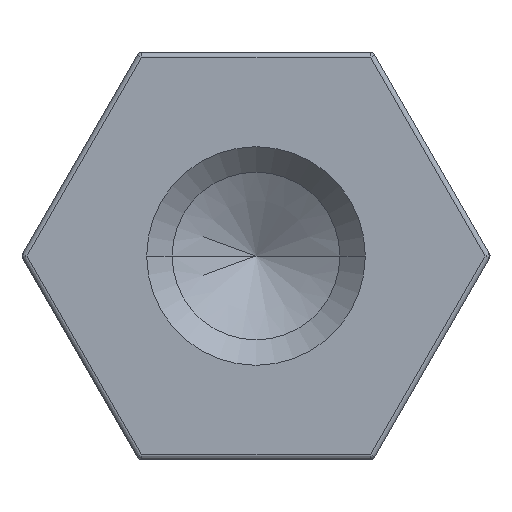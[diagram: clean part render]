
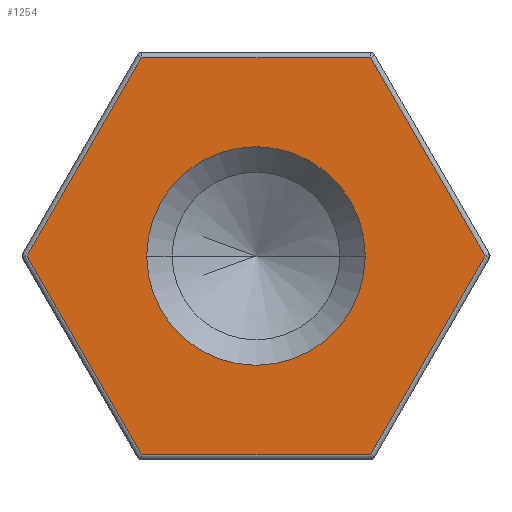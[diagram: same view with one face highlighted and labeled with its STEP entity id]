
A CAD part, left-side view. The second image highlights one B-rep face of the part: STEP entity #1254.
In plain terms, the highlighted planar face has unit normal (-1, 0, 0).
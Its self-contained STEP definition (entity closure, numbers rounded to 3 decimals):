
#54 = VERTEX_POINT ( 'NONE', #725 ) ;
#58 = AXIS2_PLACEMENT_3D ( 'NONE', #1043, #1042, #1041 ) ;
#63 = VERTEX_POINT ( 'NONE', #273 ) ;
#71 = CIRCLE ( 'NONE', #708, 2.15 ) ;
#80 = VERTEX_POINT ( 'NONE', #645 ) ;
#138 = VECTOR ( 'NONE', #727, 1000. ) ;
#148 = VERTEX_POINT ( 'NONE', #1434 ) ;
#199 = DIRECTION ( 'NONE',  ( 1., 0., 0. ) ) ;
#201 = LINE ( 'NONE', #760, #921 ) ;
#273 = CARTESIAN_POINT ( 'NONE',  ( 0., 4.503, 0. ) ) ;
#299 = EDGE_LOOP ( 'NONE', ( #453, #513 ) ) ;
#313 = ORIENTED_EDGE ( 'NONE', *, *, #360, .T. ) ;
#319 = ORIENTED_EDGE ( 'NONE', *, *, #375, .T. ) ;
#340 = VERTEX_POINT ( 'NONE', #1103 ) ;
#343 = LINE ( 'NONE', #1048, #1186 ) ;
#360 = EDGE_CURVE ( 'NONE', #54, #148, #524, .T. ) ;
#361 = ORIENTED_EDGE ( 'NONE', *, *, #585, .T. ) ;
#370 = EDGE_CURVE ( 'NONE', #80, #618, #1205, .T. ) ;
#375 = EDGE_CURVE ( 'NONE', #148, #340, #343, .T. ) ;
#396 = ORIENTED_EDGE ( 'NONE', *, *, #596, .T. ) ;
#402 = ORIENTED_EDGE ( 'NONE', *, *, #580, .T. ) ;
#404 = ORIENTED_EDGE ( 'NONE', *, *, #583, .T. ) ;
#453 = ORIENTED_EDGE ( 'NONE', *, *, #370, .T. ) ;
#513 = ORIENTED_EDGE ( 'NONE', *, *, #603, .T. ) ;
#524 = LINE ( 'NONE', #1054, #796 ) ;
#556 = VERTEX_POINT ( 'NONE', #814 ) ;
#575 = VECTOR ( 'NONE', #712, 1000. ) ;
#580 = EDGE_CURVE ( 'NONE', #1284, #556, #201, .T. ) ;
#583 = EDGE_CURVE ( 'NONE', #556, #54, #654, .T. ) ;
#585 = EDGE_CURVE ( 'NONE', #340, #63, #614, .T. ) ;
#596 = EDGE_CURVE ( 'NONE', #63, #1284, #1292, .T. ) ;
#603 = EDGE_CURVE ( 'NONE', #618, #80, #71, .T. ) ;
#614 = LINE ( 'NONE', #723, #1125 ) ;
#618 = VERTEX_POINT ( 'NONE', #653 ) ;
#645 = CARTESIAN_POINT ( 'NONE',  ( 0., 2.15, 0. ) ) ;
#653 = CARTESIAN_POINT ( 'NONE',  ( 0., -2.15, 0. ) ) ;
#654 = LINE ( 'NONE', #750, #138 ) ;
#662 = DIRECTION ( 'NONE',  ( 0., 1., 0. ) ) ;
#664 = DIRECTION ( 'NONE',  ( 1., 0., 0. ) ) ;
#669 = CARTESIAN_POINT ( 'NONE',  ( 0., 0., 0. ) ) ;
#708 = AXIS2_PLACEMENT_3D ( 'NONE', #669, #664, #662 ) ;
#712 = DIRECTION ( 'NONE',  ( 0., -0.5, -0.866 ) ) ;
#718 = EDGE_LOOP ( 'NONE', ( #313, #319, #361, #396, #402, #404 ) ) ;
#719 = CARTESIAN_POINT ( 'NONE',  ( 0., 3.377, -1.95 ) ) ;
#721 = DIRECTION ( 'NONE',  ( 0., 0.5, -0.866 ) ) ;
#723 = CARTESIAN_POINT ( 'NONE',  ( 0., 3.377, 1.95 ) ) ;
#725 = CARTESIAN_POINT ( 'NONE',  ( 0., -4.503, 0. ) ) ;
#727 = DIRECTION ( 'NONE',  ( 0., -0.5, 0.866 ) ) ;
#731 = DIRECTION ( 'NONE',  ( 0., -1., 0. ) ) ;
#750 = CARTESIAN_POINT ( 'NONE',  ( 0., -3.377, -1.95 ) ) ;
#760 = CARTESIAN_POINT ( 'NONE',  ( 0., 0., -3.9 ) ) ;
#796 = VECTOR ( 'NONE', #1052, 1000. ) ;
#813 = CARTESIAN_POINT ( 'NONE',  ( 0., 0., 0. ) ) ;
#814 = CARTESIAN_POINT ( 'NONE',  ( 0., -2.252, -3.9 ) ) ;
#899 = AXIS2_PLACEMENT_3D ( 'NONE', #813, #199, #1221 ) ;
#921 = VECTOR ( 'NONE', #731, 1000. ) ;
#1041 = DIRECTION ( 'NONE',  ( 0., 1., 0. ) ) ;
#1042 = DIRECTION ( 'NONE',  ( 1., 0., 0. ) ) ;
#1043 = CARTESIAN_POINT ( 'NONE',  ( 0., 0., 0. ) ) ;
#1046 = DIRECTION ( 'NONE',  ( 0., 1., 0. ) ) ;
#1048 = CARTESIAN_POINT ( 'NONE',  ( 0., 0., 3.9 ) ) ;
#1052 = DIRECTION ( 'NONE',  ( 0., 0.5, 0.866 ) ) ;
#1054 = CARTESIAN_POINT ( 'NONE',  ( 0., -3.377, 1.95 ) ) ;
#1103 = CARTESIAN_POINT ( 'NONE',  ( 0., 2.252, 3.9 ) ) ;
#1125 = VECTOR ( 'NONE', #721, 1000. ) ;
#1164 = PLANE ( 'NONE',  #899 ) ;
#1166 = CARTESIAN_POINT ( 'NONE',  ( 0., 2.252, -3.9 ) ) ;
#1176 = FACE_BOUND ( 'NONE', #299, .T. ) ;
#1186 = VECTOR ( 'NONE', #1046, 1000. ) ;
#1193 = FACE_OUTER_BOUND ( 'NONE', #718, .T. ) ;
#1205 = CIRCLE ( 'NONE', #58, 2.15 ) ;
#1221 = DIRECTION ( 'NONE',  ( 0., 1., 0. ) ) ;
#1254 = ADVANCED_FACE ( 'NONE', ( #1193, #1176 ), #1164, .F. ) ;
#1284 = VERTEX_POINT ( 'NONE', #1166 ) ;
#1292 = LINE ( 'NONE', #719, #575 ) ;
#1434 = CARTESIAN_POINT ( 'NONE',  ( 0., -2.252, 3.9 ) ) ;
